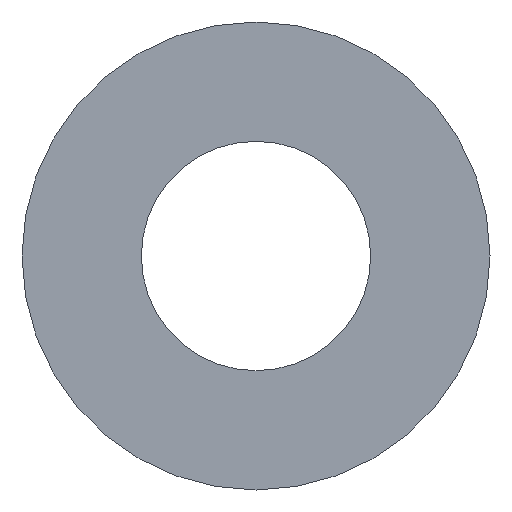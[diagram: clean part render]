
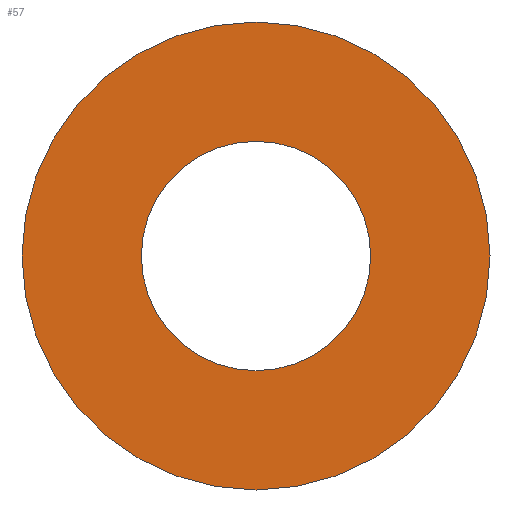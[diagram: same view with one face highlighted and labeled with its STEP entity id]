
A CAD part, front view. The second image highlights one B-rep face of the part: STEP entity #57.
In plain terms, the highlighted planar face has unit normal (0, -1, 0).
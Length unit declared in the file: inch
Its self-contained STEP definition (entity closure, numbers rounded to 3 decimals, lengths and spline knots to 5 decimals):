
#17=PLANE('',#72);
#20=FACE_BOUND('',#31,.T.);
#24=FACE_OUTER_BOUND('',#30,.T.);
#30=EDGE_LOOP('',(#50));
#31=EDGE_LOOP('',(#51));
#35=CIRCLE('',#69,0.20965);
#37=CIRCLE('',#73,0.10275);
#39=VERTEX_POINT('',#97);
#41=VERTEX_POINT('',#103);
#43=EDGE_CURVE('',#39,#39,#35,.T.);
#45=EDGE_CURVE('',#41,#41,#37,.T.);
#50=ORIENTED_EDGE('',*,*,#43,.F.);
#51=ORIENTED_EDGE('',*,*,#45,.F.);
#57=ADVANCED_FACE('',(#24,#20),#17,.T.);
#69=AXIS2_PLACEMENT_3D('',#98,#81,#82);
#72=AXIS2_PLACEMENT_3D('',#102,#87,#88);
#73=AXIS2_PLACEMENT_3D('',#104,#89,#90);
#81=DIRECTION('center_axis',(0.,1.,0.));
#82=DIRECTION('ref_axis',(0.,0.,1.));
#87=DIRECTION('center_axis',(0.,-1.,0.));
#88=DIRECTION('ref_axis',(0.,0.,-1.));
#89=DIRECTION('center_axis',(0.,-1.,0.));
#90=DIRECTION('ref_axis',(0.,0.,-1.));
#97=CARTESIAN_POINT('',(0.,0.26342,-0.20965));
#98=CARTESIAN_POINT('Origin',(0.,0.26342,0.));
#102=CARTESIAN_POINT('Origin',(0.,0.26342,-0.10275));
#103=CARTESIAN_POINT('',(0.,0.26342,-0.10275));
#104=CARTESIAN_POINT('Origin',(0.,0.26342,0.));
